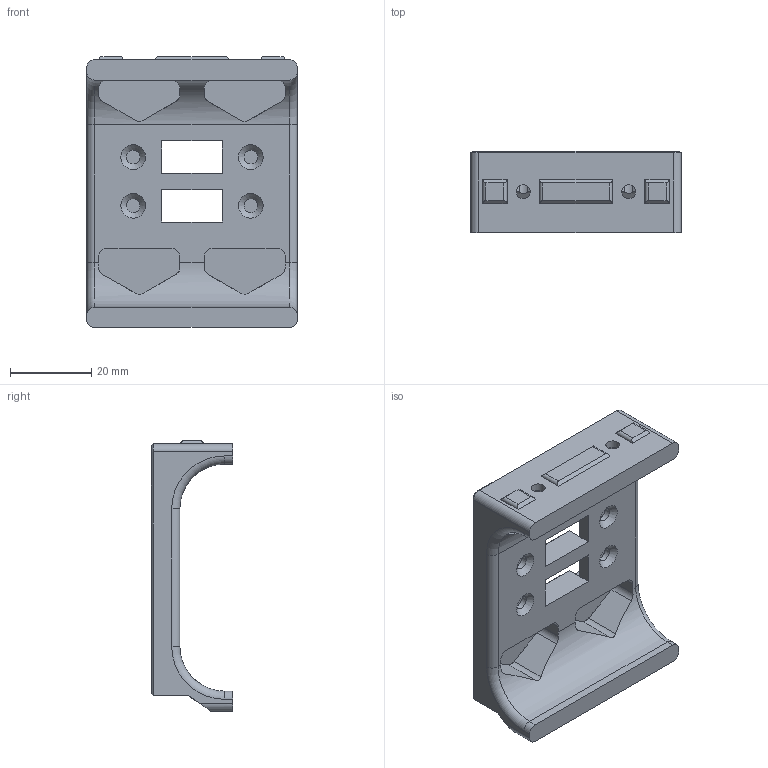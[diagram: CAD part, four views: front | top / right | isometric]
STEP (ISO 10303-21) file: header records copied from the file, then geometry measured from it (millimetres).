
FILE_DESCRIPTION(('FreeCAD Model'),'2;1');
FILE_NAME('Open CASCADE Shape Model','2023-12-04T19:26:52',(''),(''), 'Open CASCADE STEP processor 7.6','FreeCAD','Unknown');
FILE_SCHEMA(('CONFIG_CONTROL_DESIGN','SHAPE_APPEARANCE_LAYER_MIM'));
Length unit declared in the file: millimetre
Products named in the file (4): usb_panel; usb_panel_mount; insert_lower; insert_upper
Assembly tree (3 placements, depth 2):
  usb_panel
    usb_panel_mount
    insert_lower
    insert_upper
Bounding box: 52 x 20 x 66.8 mm (x, y, z)
Volume: 21400.1 mm3; surface area: 13278.7 mm2
Topology: 5 solids, 5 shells, 296 faces, 700 edges, 422 vertices
Faces by surface type: plane 168, cylinder 72, cone 52, torus 4
Full cylindrical faces by diameter (mm): 3.4 x6, 6.1 x2
Entity records: 19256 total; most frequent: CARTESIAN_POINT 4352, DIRECTION 2681, LINE 1602, VECTOR 1602, ORIENTED_EDGE 1400, PCURVE 1400, DEFINITIONAL_REPRESENTATION 1400, EDGE_CURVE 700
